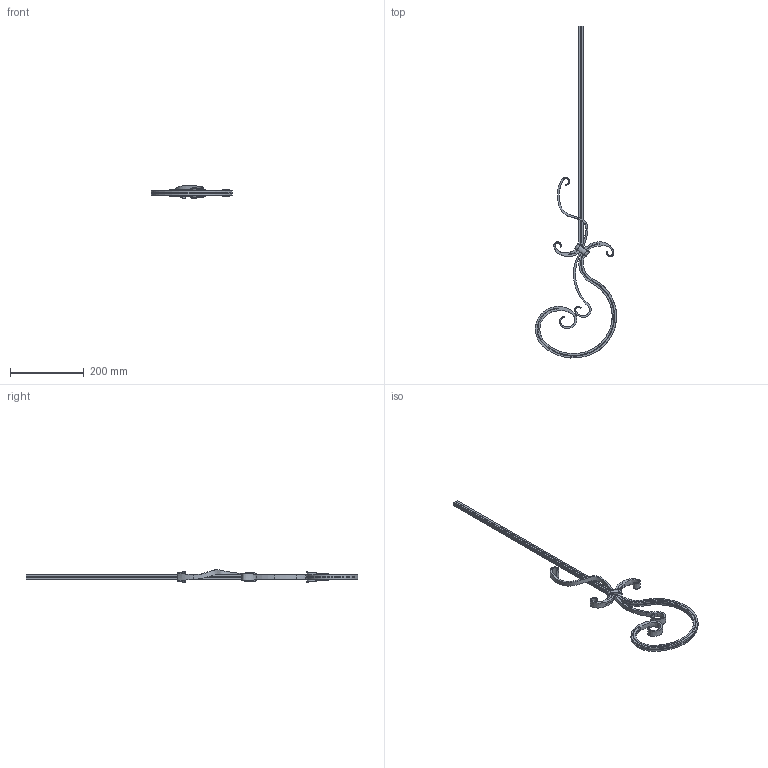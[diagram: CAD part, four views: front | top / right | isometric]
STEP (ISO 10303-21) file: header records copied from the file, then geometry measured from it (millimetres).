
FILE_DESCRIPTION (( 'STEP AP203' ), '1' );
FILE_NAME ('1308.STEP', '2021-05-12T13:47:22', ( '' ), ( '' ), 'SwSTEP 2.0', 'SolidWorks 2018', '' );
FILE_SCHEMA (( 'CONFIG_CONTROL_DESIGN' ));
Length unit declared in the file: millimetre
Products named in the file (2): 1308
Bounding box: 220 x 899.79 x 34.33 mm (x, y, z)
Volume: 245410 mm3; surface area: 108967.2 mm2
Topology: 3 solids, 3 shells, 570 faces, 1445 edges, 895 vertices
Faces by surface type: plane 195, bspline 172, cylinder 103, torus 61, cone 39
Entity records: 28482 total; most frequent: CARTESIAN_POINT 15726, ORIENTED_EDGE 2888, DIRECTION 2193, EDGE_CURVE 1444, VERTEX_POINT 893, AXIS2_PLACEMENT_3D 757, VECTOR 679, LINE 679
